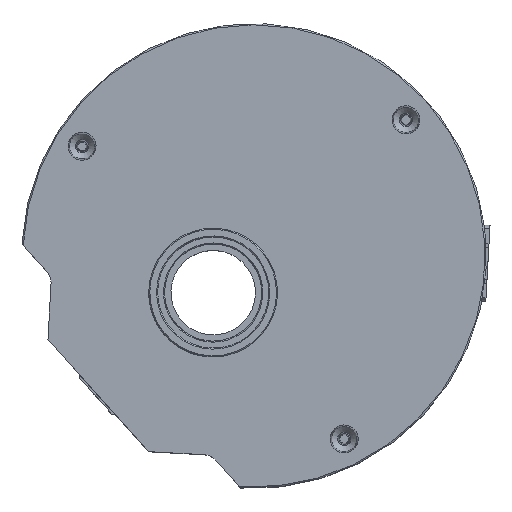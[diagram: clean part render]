
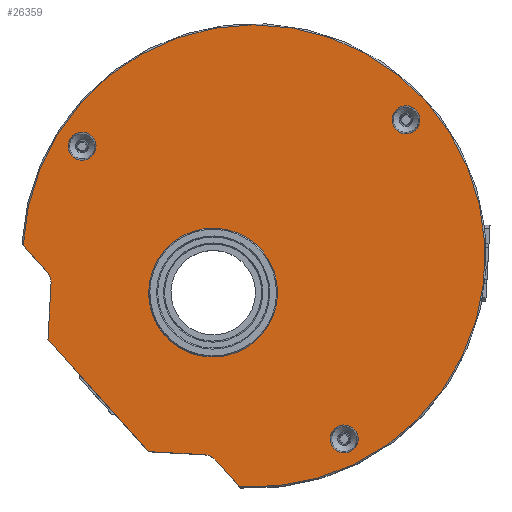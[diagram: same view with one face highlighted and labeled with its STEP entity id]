
A CAD part, top view. The second image highlights one B-rep face of the part: STEP entity #26359.
In plain terms, the highlighted face is planar.
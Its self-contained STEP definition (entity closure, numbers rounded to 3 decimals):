
#2270=FACE_BOUND('',#4833,.T.);
#2271=FACE_BOUND('',#4834,.T.);
#2272=FACE_BOUND('',#4835,.T.);
#2273=FACE_BOUND('',#4836,.T.);
#2526=PLANE('',#28755);
#3176=FACE_OUTER_BOUND('',#4832,.T.);
#4832=EDGE_LOOP('',(#18728,#18729,#18730,#18731,#18732,#18733,#18734,#18735));
#4833=EDGE_LOOP('',(#18736));
#4834=EDGE_LOOP('',(#18737));
#4835=EDGE_LOOP('',(#18738));
#4836=EDGE_LOOP('',(#18739));
#6606=LINE('',#38614,#8522);
#6612=LINE('',#38641,#8528);
#6658=LINE('',#38821,#8574);
#6661=LINE('',#38828,#8577);
#6663=LINE('',#38834,#8579);
#8522=VECTOR('',#31670,10.);
#8528=VECTOR('',#31688,10.);
#8574=VECTOR('',#31894,10.);
#8577=VECTOR('',#31903,10.);
#8579=VECTOR('',#31911,10.);
#10362=CIRCLE('',#28664,54.7);
#10372=CIRCLE('',#28684,3.309);
#10380=CIRCLE('',#28699,3.309);
#10388=CIRCLE('',#28714,3.309);
#10400=CIRCLE('',#28746,12.75);
#10401=CIRCLE('',#28749,4.);
#10402=CIRCLE('',#28752,4.);
#11624=VERTEX_POINT('',#38611);
#11625=VERTEX_POINT('',#38613);
#11628=VERTEX_POINT('',#38621);
#11631=VERTEX_POINT('',#38628);
#11634=VERTEX_POINT('',#38640);
#11644=VERTEX_POINT('',#38674);
#11652=VERTEX_POINT('',#38702);
#11660=VERTEX_POINT('',#38730);
#11681=VERTEX_POINT('',#38816);
#11682=VERTEX_POINT('',#38820);
#11683=VERTEX_POINT('',#38826);
#11684=VERTEX_POINT('',#38830);
#14256=EDGE_CURVE('',#11624,#11625,#6606,.T.);
#14263=EDGE_CURVE('',#11631,#11628,#10362,.T.);
#14267=EDGE_CURVE('',#11628,#11634,#6612,.T.);
#14284=EDGE_CURVE('',#11644,#11644,#10372,.T.);
#14297=EDGE_CURVE('',#11652,#11652,#10380,.T.);
#14310=EDGE_CURVE('',#11660,#11660,#10388,.T.);
#14351=EDGE_CURVE('',#11681,#11681,#10400,.T.);
#14352=EDGE_CURVE('',#11682,#11624,#6658,.T.);
#14354=EDGE_CURVE('',#11634,#11682,#10401,.T.);
#14356=EDGE_CURVE('',#11683,#11631,#6661,.T.);
#14357=EDGE_CURVE('',#11684,#11683,#10402,.T.);
#14359=EDGE_CURVE('',#11625,#11684,#6663,.T.);
#18728=ORIENTED_EDGE('',*,*,#14263,.F.);
#18729=ORIENTED_EDGE('',*,*,#14356,.F.);
#18730=ORIENTED_EDGE('',*,*,#14357,.F.);
#18731=ORIENTED_EDGE('',*,*,#14359,.F.);
#18732=ORIENTED_EDGE('',*,*,#14256,.F.);
#18733=ORIENTED_EDGE('',*,*,#14352,.F.);
#18734=ORIENTED_EDGE('',*,*,#14354,.F.);
#18735=ORIENTED_EDGE('',*,*,#14267,.F.);
#18736=ORIENTED_EDGE('',*,*,#14284,.T.);
#18737=ORIENTED_EDGE('',*,*,#14297,.T.);
#18738=ORIENTED_EDGE('',*,*,#14310,.T.);
#18739=ORIENTED_EDGE('',*,*,#14351,.F.);
#26359=ADVANCED_FACE('',(#3176,#2270,#2271,#2272,#2273),#2526,.F.);
#28664=AXIS2_PLACEMENT_3D('',#38632,#31678,#31679);
#28684=AXIS2_PLACEMENT_3D('',#38676,#31729,#31730);
#28699=AXIS2_PLACEMENT_3D('',#38704,#31764,#31765);
#28714=AXIS2_PLACEMENT_3D('',#38732,#31799,#31800);
#28746=AXIS2_PLACEMENT_3D('',#38818,#31890,#31891);
#28749=AXIS2_PLACEMENT_3D('',#38824,#31898,#31899);
#28752=AXIS2_PLACEMENT_3D('',#38831,#31906,#31907);
#28755=AXIS2_PLACEMENT_3D('',#38836,#31914,#31915);
#31670=DIRECTION('',(1.,0.,0.));
#31678=DIRECTION('center_axis',(0.,0.,1.));
#31679=DIRECTION('ref_axis',(-0.705,0.709,0.));
#31688=DIRECTION('',(1.,0.,0.));
#31729=DIRECTION('center_axis',(0.,0.,1.));
#31730=DIRECTION('ref_axis',(0.,1.,0.));
#31764=DIRECTION('center_axis',(0.,0.,1.));
#31765=DIRECTION('ref_axis',(0.,1.,0.));
#31799=DIRECTION('center_axis',(0.,0.,1.));
#31800=DIRECTION('ref_axis',(0.,1.,0.));
#31890=DIRECTION('center_axis',(0.,0.,-1.));
#31891=DIRECTION('ref_axis',(-1.,0.,0.));
#31894=DIRECTION('',(0.707,-0.707,0.));
#31898=DIRECTION('center_axis',(0.,0.,-1.));
#31899=DIRECTION('ref_axis',(-0.707,-0.707,0.));
#31903=DIRECTION('',(1.,0.,0.));
#31906=DIRECTION('center_axis',(0.,0.,-1.));
#31907=DIRECTION('ref_axis',(0.,-1.,0.));
#31911=DIRECTION('',(0.707,0.707,0.));
#31914=DIRECTION('center_axis',(0.,0.,1.));
#31915=DIRECTION('ref_axis',(1.,0.,0.));
#38611=CARTESIAN_POINT('',(-17.843,-49.5,0.));
#38613=CARTESIAN_POINT('',(17.843,-49.5,0.));
#38614=CARTESIAN_POINT('',(-17.843,-49.5,0.));
#38621=CARTESIAN_POINT('',(-38.355,-39.,0.));
#38628=CARTESIAN_POINT('',(38.355,-39.,0.));
#38632=CARTESIAN_POINT('Origin',(0.,0.,0.));
#38640=CARTESIAN_POINT('',(-30.,-39.,0.));
#38641=CARTESIAN_POINT('',(-38.781,-39.,0.));
#38674=CARTESIAN_POINT('',(0.,44.974,0.));
#38676=CARTESIAN_POINT('Origin',(0.,48.283,0.));
#38702=CARTESIAN_POINT('',(-46.5,-16.309,0.));
#38704=CARTESIAN_POINT('Origin',(-46.5,-13.,0.));
#38730=CARTESIAN_POINT('',(46.5,-16.309,0.));
#38732=CARTESIAN_POINT('Origin',(46.5,-13.,0.));
#38816=CARTESIAN_POINT('',(12.75,-13.,0.));
#38818=CARTESIAN_POINT('Origin',(0.,-13.,0.));
#38820=CARTESIAN_POINT('',(-27.172,-40.172,0.));
#38821=CARTESIAN_POINT('',(-27.172,-40.172,0.));
#38824=CARTESIAN_POINT('Origin',(-30.,-43.,0.));
#38826=CARTESIAN_POINT('',(30.,-39.,0.));
#38828=CARTESIAN_POINT('',(30.,-39.,0.));
#38830=CARTESIAN_POINT('',(27.172,-40.172,0.));
#38831=CARTESIAN_POINT('Origin',(30.,-43.,0.));
#38834=CARTESIAN_POINT('',(17.843,-49.5,0.));
#38836=CARTESIAN_POINT('Origin',(0.,2.75,0.));
